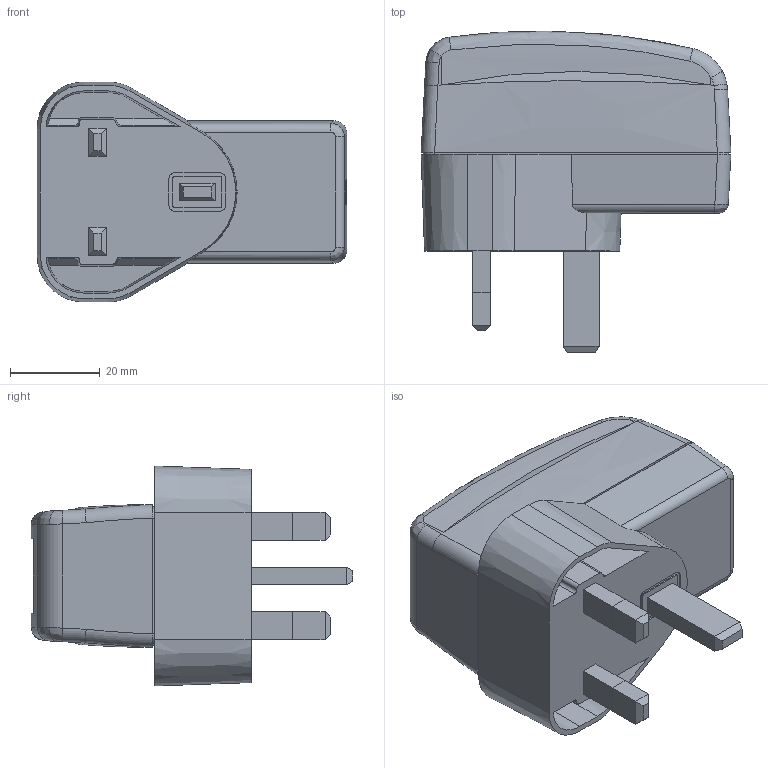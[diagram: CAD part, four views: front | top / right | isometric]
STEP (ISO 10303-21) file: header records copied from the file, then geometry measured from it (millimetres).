
FILE_DESCRIPTION((''),'2;1');
FILE_NAME('GT-86120-WWVV-X_X-W2U_ASM','2022-09-20T08:55:45',('jirenqiang'),(''),'CREO PARAMETRIC BY PTC INC, 2018050','CREO PARAMETRIC BY PTC INC, 2018050','');
FILE_SCHEMA(('CONFIG_CONTROL_DESIGN'));
Length unit declared in the file: millimetre
Products named in the file (7): UK-BOT; PRT0027_1; PRT0027_2; PRT0027_ASM; UK-TOP; GT-86120-WWVV-X_X-W2U-1_ASM; GT-86120-WWVV-X_X-W2U_ASM
Assembly tree (6 placements, depth 4):
  GT-86120-WWVV-X_X-W2U_ASM
    GT-86120-WWVV-X_X-W2U-1_ASM
      UK-BOT
      PRT0027_ASM
        PRT0027_1
        PRT0027_2
      UK-TOP
Bounding box: 69 x 71.7 x 49 mm (x, y, z)
Volume: 32011.1 mm3; surface area: 30039.5 mm2
Topology: 4 solids, 4 shells, 568 faces, 1447 edges, 903 vertices
Faces by surface type: plane 401, bspline 72, cylinder 57, cone 22, torus 12, extrusion 4
Entity records: 19598 total; most frequent: CARTESIAN_POINT 6421, ORIENTED_EDGE 2894, DIRECTION 2340, EDGE_CURVE 1447, VECTOR 1072, LINE 1068, VERTEX_POINT 903, AXIS2_PLACEMENT_3D 634
